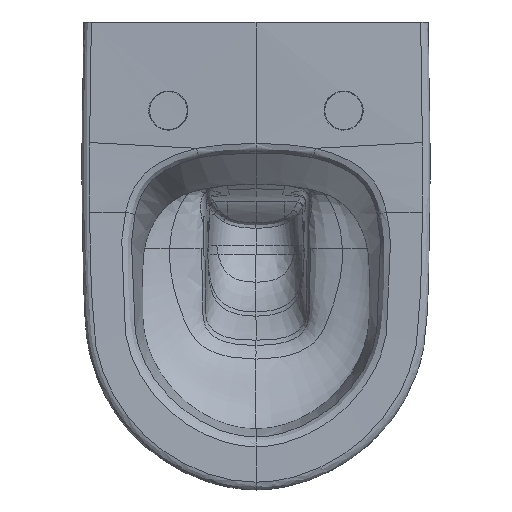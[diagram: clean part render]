
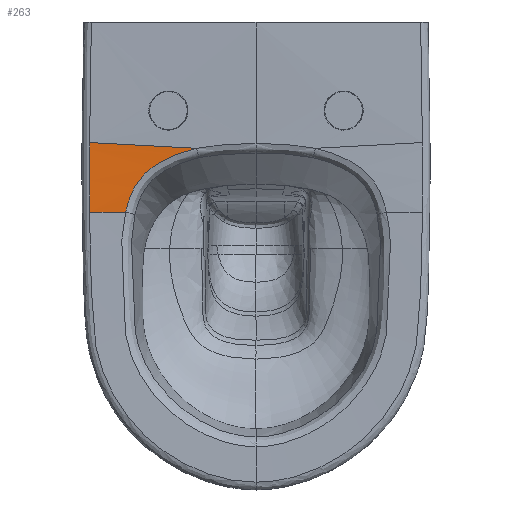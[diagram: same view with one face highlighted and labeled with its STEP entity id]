
A CAD part, top view. The second image highlights one B-rep face of the part: STEP entity #263.
In plain terms, the highlighted free-form (B-spline) face has degree [3, 3] with [8, 6] control points.
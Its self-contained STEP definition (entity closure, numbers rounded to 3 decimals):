
#125=(
BOUNDED_CURVE()
B_SPLINE_CURVE(3,(#157215,#157216,#157217,#157218,#157219,#157220,#157221,
#157222,#157223,#157224,#157225,#157226,#157227,#157228),.UNSPECIFIED.,
 .F.,.F.)
B_SPLINE_CURVE_WITH_KNOTS((4,2,2,2,2,2,4),(0.,0.25,0.5,
0.625,0.75,0.875,1.),.UNSPECIFIED.)
CURVE()
GEOMETRIC_REPRESENTATION_ITEM()
RATIONAL_B_SPLINE_CURVE((1.,1.,1.,1.,1.,1.,1.,1.,1.,1.,1.,1.,1.,1.))
REPRESENTATION_ITEM('')
);
#263=ADVANCED_FACE('',(#515),#380,.T.);
#380=B_SPLINE_SURFACE_WITH_KNOTS('',3,3,((#157229,#157230,#157231,#157232,
#157233,#157234),(#157235,#157236,#157237,#157238,#157239,#157240),(#157241,
#157242,#157243,#157244,#157245,#157246),(#157247,#157248,#157249,#157250,
#157251,#157252),(#157253,#157254,#157255,#157256,#157257,#157258),(#157259,
#157260,#157261,#157262,#157263,#157264),(#157265,#157266,#157267,#157268,
#157269,#157270),(#157271,#157272,#157273,#157274,#157275,#157276)),
 .UNSPECIFIED.,.F.,.F.,.F.,(4,1,1,2,4),(4,1,1,4),(0.,0.136,
0.505,0.99,1.),(0.,0.219,0.877,
1.),.UNSPECIFIED.);
#515=FACE_OUTER_BOUND('',#663,.T.);
#663=EDGE_LOOP('',(#1468,#1469,#1470,#1471,#1472));
#1468=ORIENTED_EDGE('',*,*,#2203,.F.);
#1469=ORIENTED_EDGE('',*,*,#2204,.F.);
#1470=ORIENTED_EDGE('',*,*,#2201,.T.);
#1471=ORIENTED_EDGE('',*,*,#2188,.T.);
#1472=ORIENTED_EDGE('',*,*,#2187,.T.);
#1779=VERTEX_POINT('',#149250);
#1780=VERTEX_POINT('',#149488);
#1781=VERTEX_POINT('',#149518);
#1788=VERTEX_POINT('',#157157);
#1789=VERTEX_POINT('',#157214);
#2187=EDGE_CURVE('',#1781,#1780,#2573,.T.);
#2188=EDGE_CURVE('',#1779,#1781,#2574,.T.);
#2201=EDGE_CURVE('',#1788,#1779,#2587,.T.);
#2203=EDGE_CURVE('',#1789,#1780,#2588,.T.);
#2204=EDGE_CURVE('',#1788,#1789,#125,.T.);
#2573=B_SPLINE_CURVE_WITH_KNOTS('',3,(#149489,#149490,#149491,#149492,#149493,
#149494,#149495,#149496,#149497,#149498,#149499,#149500,#149501,#149502,
#149503,#149504,#149505,#149506,#149507,#149508,#149509,#149510,#149511,
#149512,#149513,#149514,#149515,#149516,#149517),.UNSPECIFIED.,.F.,.F.,
(4,2,2,2,1,1,1,2,2,2,2,2,1,1,2,2,4),(0.,0.25,0.375,
0.437,0.469,0.484,0.492,
0.496,0.5,0.625,0.687,
0.719,0.734,0.742,0.746,
0.75,1.),.UNSPECIFIED.);
#2574=B_SPLINE_CURVE_WITH_KNOTS('',3,(#149519,#149520,#149521,#149522),
 .UNSPECIFIED.,.F.,.F.,(4,4),(0.,1.),.UNSPECIFIED.);
#2587=B_SPLINE_CURVE_WITH_KNOTS('',3,(#157153,#157154,#157155,#157156),
 .UNSPECIFIED.,.F.,.F.,(4,4),(0.,1.),.UNSPECIFIED.);
#2588=B_SPLINE_CURVE_WITH_KNOTS('',3,(#157210,#157211,#157212,#157213),
 .UNSPECIFIED.,.F.,.F.,(4,4),(0.,1.),.UNSPECIFIED.);
#149250=CARTESIAN_POINT('',(-170.819,-121.721,0.072));
#149488=CARTESIAN_POINT('',(-170.77,-193.29,0.486));
#149489=CARTESIAN_POINT('',(-170.81,-128.687,0.059));
#149490=CARTESIAN_POINT('',(-170.801,-135.143,0.056));
#149491=CARTESIAN_POINT('',(-170.794,-141.063,0.074));
#149492=CARTESIAN_POINT('',(-170.795,-149.139,0.116));
#149493=CARTESIAN_POINT('',(-170.797,-151.697,0.133));
#149494=CARTESIAN_POINT('',(-170.802,-155.332,0.159));
#149495=CARTESIAN_POINT('',(-170.804,-156.51,0.169));
#149496=CARTESIAN_POINT('',(-170.807,-158.227,0.183));
#149497=CARTESIAN_POINT('',(-170.809,-159.073,0.19));
#149498=CARTESIAN_POINT('',(-170.811,-160.038,0.198));
#149499=CARTESIAN_POINT('',(-170.812,-160.515,0.202));
#149500=CARTESIAN_POINT('',(-170.812,-160.719,0.204));
#149501=CARTESIAN_POINT('',(-170.813,-160.854,0.205));
#149502=CARTESIAN_POINT('',(-170.813,-160.891,0.205));
#149503=CARTESIAN_POINT('',(-170.82,-164.116,0.234));
#149504=CARTESIAN_POINT('',(-170.825,-167.025,0.262));
#149505=CARTESIAN_POINT('',(-170.833,-171.062,0.302));
#149506=CARTESIAN_POINT('',(-170.835,-172.354,0.315));
#149507=CARTESIAN_POINT('',(-170.838,-174.21,0.334));
#149508=CARTESIAN_POINT('',(-170.838,-174.815,0.34));
#149509=CARTESIAN_POINT('',(-170.839,-175.702,0.349));
#149510=CARTESIAN_POINT('',(-170.84,-176.14,0.353));
#149511=CARTESIAN_POINT('',(-170.84,-176.643,0.358));
#149512=CARTESIAN_POINT('',(-170.84,-176.856,0.361));
#149513=CARTESIAN_POINT('',(-170.84,-176.998,0.362));
#149514=CARTESIAN_POINT('',(-170.84,-177.037,0.362));
#149515=CARTESIAN_POINT('',(-170.841,-183.698,0.429));
#149516=CARTESIAN_POINT('',(-170.808,-189.082,0.473));
#149517=CARTESIAN_POINT('',(-170.77,-193.29,0.486));
#149518=CARTESIAN_POINT('',(-170.81,-128.687,0.061));
#149519=CARTESIAN_POINT('',(-170.819,-121.721,0.072));
#149520=CARTESIAN_POINT('',(-170.816,-124.11,0.065));
#149521=CARTESIAN_POINT('',(-170.813,-126.432,0.061));
#149522=CARTESIAN_POINT('',(-170.81,-128.687,0.059));
#157153=CARTESIAN_POINT('',(-60.897,-127.636,0.649));
#157154=CARTESIAN_POINT('',(-97.537,-125.649,0.579));
#157155=CARTESIAN_POINT('',(-134.178,-123.678,0.387));
#157156=CARTESIAN_POINT('',(-170.819,-121.721,0.072));
#157157=CARTESIAN_POINT('',(-60.897,-127.636,0.649));
#157210=CARTESIAN_POINT('',(-133.908,-193.291,-0.291));
#157211=CARTESIAN_POINT('',(-144.439,-193.291,0.426));
#157212=CARTESIAN_POINT('',(-156.751,-193.291,0.854));
#157213=CARTESIAN_POINT('',(-170.77,-193.291,0.486));
#157214=CARTESIAN_POINT('',(-133.907,-193.29,-0.291));
#157215=CARTESIAN_POINT('',(-60.897,-127.636,0.649));
#157216=CARTESIAN_POINT('',(-69.508,-129.53,0.563));
#157217=CARTESIAN_POINT('',(-77.867,-132.082,0.457));
#157218=CARTESIAN_POINT('',(-93.929,-138.902,0.276));
#157219=CARTESIAN_POINT('',(-101.689,-143.218,0.204));
#157220=CARTESIAN_POINT('',(-111.885,-151.383,0.162));
#157221=CARTESIAN_POINT('',(-115.097,-154.435,0.158));
#157222=CARTESIAN_POINT('',(-120.766,-161.127,0.155));
#157223=CARTESIAN_POINT('',(-123.202,-164.736,0.156));
#157224=CARTESIAN_POINT('',(-127.355,-172.436,0.116));
#157225=CARTESIAN_POINT('',(-129.082,-176.557,0.073));
#157226=CARTESIAN_POINT('',(-131.877,-185.021,-0.11));
#157227=CARTESIAN_POINT('',(-132.896,-189.419,-0.3));
#157228=CARTESIAN_POINT('',(-133.908,-193.29,-0.292));
#157229=CARTESIAN_POINT('',(-190.748,-220.139,5.491));
#157230=CARTESIAN_POINT('',(-205.114,-211.208,1.48));
#157231=CARTESIAN_POINT('',(-262.763,-175.369,-14.615));
#157232=CARTESIAN_POINT('',(-329.494,-133.502,2.855));
#157233=CARTESIAN_POINT('',(-381.214,-101.31,-3.899));
#157234=CARTESIAN_POINT('',(-389.343,-96.251,-4.961));
#157235=CARTESIAN_POINT('',(-189.672,-219.881,4.933));
#157236=CARTESIAN_POINT('',(-202.751,-211.034,1.341));
#157237=CARTESIAN_POINT('',(-255.233,-175.531,-13.076));
#157238=CARTESIAN_POINT('',(-315.963,-134.16,2.558));
#157239=CARTESIAN_POINT('',(-363.041,-102.298,-3.516));
#157240=CARTESIAN_POINT('',(-370.44,-97.29,-4.47));
#157241=CARTESIAN_POINT('',(-185.682,-218.926,2.862));
#157242=CARTESIAN_POINT('',(-193.982,-210.39,0.822));
#157243=CARTESIAN_POINT('',(-227.292,-176.134,-7.364));
#157244=CARTESIAN_POINT('',(-265.754,-136.605,1.455));
#157245=CARTESIAN_POINT('',(-295.604,-105.961,-2.092));
#157246=CARTESIAN_POINT('',(-300.295,-101.145,-2.65));
#157247=CARTESIAN_POINT('',(-177.854,-217.053,-1.2));
#157248=CARTESIAN_POINT('',(-176.783,-209.126,-0.195));
#157249=CARTESIAN_POINT('',(-172.484,-177.316,3.84));
#157250=CARTESIAN_POINT('',(-167.267,-141.399,-0.71));
#157251=CARTESIAN_POINT('',(-163.325,-113.148,0.699));
#157252=CARTESIAN_POINT('',(-162.705,-108.707,0.921));
#157253=CARTESIAN_POINT('',(-171.299,-214.976,1.08));
#157254=CARTESIAN_POINT('',(-161.997,-207.753,0.928));
#157255=CARTESIAN_POINT('',(-124.669,-178.767,0.317));
#157256=CARTESIAN_POINT('',(-82.366,-145.432,-0.177));
#157257=CARTESIAN_POINT('',(-49.209,-119.552,1.128));
#157258=CARTESIAN_POINT('',(-43.998,-115.484,1.333));
#157259=CARTESIAN_POINT('',(-167.152,-214.178,3.997));
#157260=CARTESIAN_POINT('',(-153.254,-207.205,2.067));
#157261=CARTESIAN_POINT('',(-97.483,-179.221,-5.675));
#157262=CARTESIAN_POINT('',(-33.085,-147.928,0.752));
#157263=CARTESIAN_POINT('',(16.952,-123.274,0.781));
#157264=CARTESIAN_POINT('',(24.816,-119.399,0.786));
#157265=CARTESIAN_POINT('',(-167.069,-214.162,4.055));
#157266=CARTESIAN_POINT('',(-153.079,-207.194,2.09));
#157267=CARTESIAN_POINT('',(-96.94,-179.23,-5.795));
#157268=CARTESIAN_POINT('',(-32.099,-147.978,0.771));
#157269=CARTESIAN_POINT('',(18.275,-123.348,0.774));
#157270=CARTESIAN_POINT('',(26.192,-119.477,0.775));
#157271=CARTESIAN_POINT('',(-166.986,-214.146,4.113));
#157272=CARTESIAN_POINT('',(-152.905,-207.183,2.113));
#157273=CARTESIAN_POINT('',(-96.396,-179.239,-5.915));
#157274=CARTESIAN_POINT('',(-31.114,-148.028,0.789));
#157275=CARTESIAN_POINT('',(19.598,-123.423,0.768));
#157276=CARTESIAN_POINT('',(27.568,-119.556,0.764));
